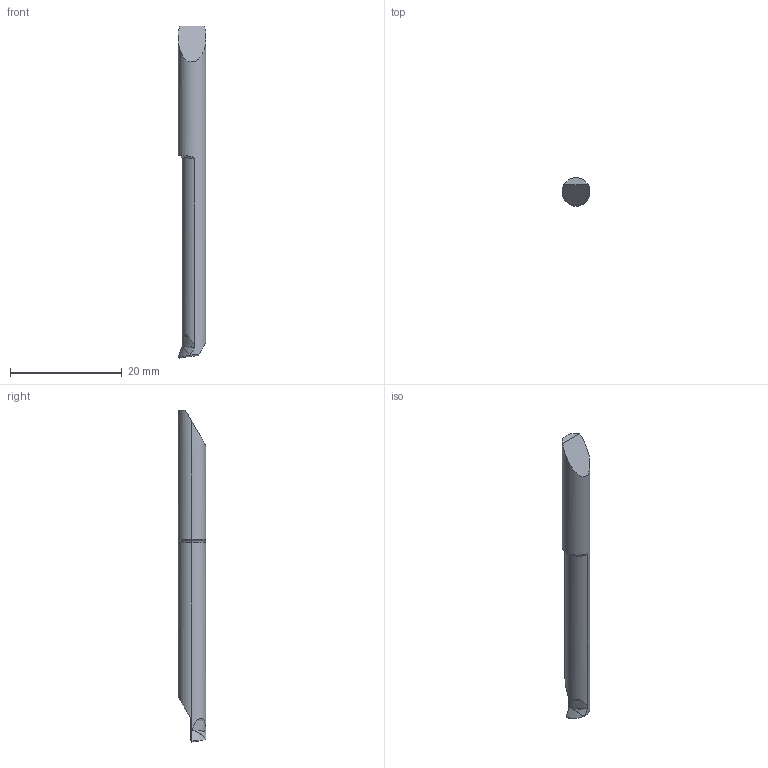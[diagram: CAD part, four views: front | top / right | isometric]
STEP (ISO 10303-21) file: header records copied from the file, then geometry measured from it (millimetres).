
FILE_DESCRIPTION(/* description */ (''),/* implementation_level */ '2;1');
FILE_NAME(/* name */ '1646629831111.stp',/* time_stamp */ '2022-03-07T10:40:44+05:00',/* author */ (''),/* organization */ ('SMS'),/* preprocessor_version */ 'ST-DEVELOPER v16.7',/* originating_system */ 'SIEMENS PLM Software NX 12.0',/* authorisation */ '');
FILE_SCHEMA (('AUTOMOTIVE_DESIGN { 1 0 10303 214 3 1 1 1 }'));
Length unit declared in the file: millimetre
Products named in the file (1): 204014722mod000_00
Bounding box: 5 x 5 x 59.33 mm (x, y, z)
Volume: 938.6 mm3; surface area: 871.9 mm2
Topology: 2 solids, 2 shells, 36 faces, 93 edges, 64 vertices
Faces by surface type: plane 11, torus 9, bspline 8, cylinder 6, cone 2
Entity records: 1461 total; most frequent: CARTESIAN_POINT 631, ORIENTED_EDGE 184, DIRECTION 131, EDGE_CURVE 92, VERTEX_POINT 60, AXIS2_PLACEMENT_3D 57, B_SPLINE_CURVE_WITH_KNOTS 39, ADVANCED_FACE 36
